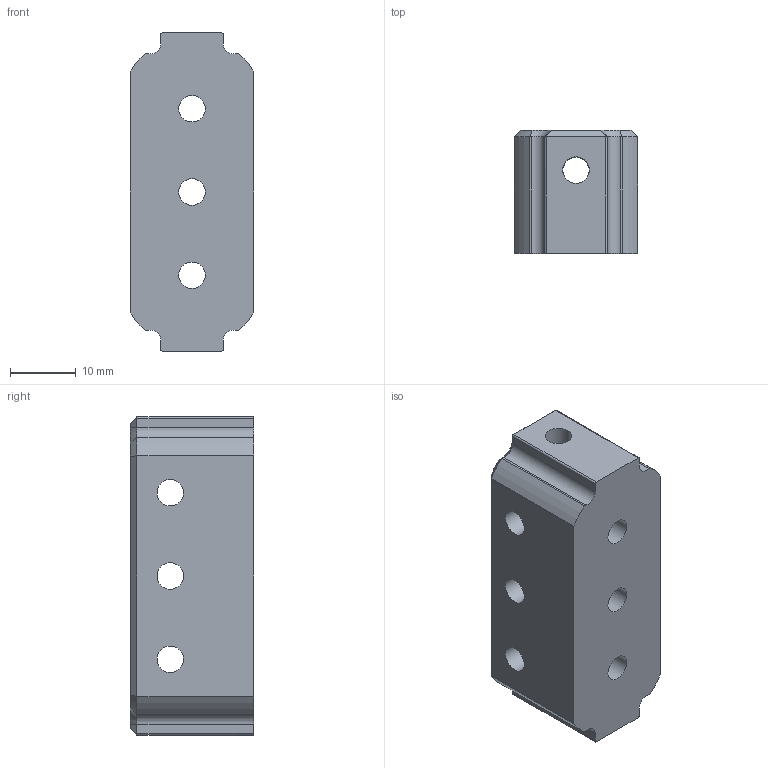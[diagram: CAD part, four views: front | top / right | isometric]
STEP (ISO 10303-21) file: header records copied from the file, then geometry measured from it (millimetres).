
FILE_DESCRIPTION(/* description */ ('STEP AP214'),/* implementation_level */ '2;1');
FILE_NAME(/* name */ '65c589a55f58383adc4ca72c',/* time_stamp */ '2024-02-09T02:10:45Z',/* author */ (''),/* organization */ (''),/* preprocessor_version */ 'ST-DEVELOPER v19.4',/* originating_system */ ' ',/* authorisation */ ' ');
FILE_SCHEMA (('AUTOMOTIVE_DESIGN {1 0 10303 214 3 1 1}'));
Length unit declared in the file: metre
Products named in the file (1): MAXTube Endcap - 2x1 (REV-21-2710)
Bounding box: 18.8 x 18.8 x 48.51 mm (x, y, z)
Volume: 10756.3 mm3; surface area: 5601.3 mm2
Topology: 1 solids, 1 shells, 62 faces, 179 edges, 120 vertices
Faces by surface type: cylinder 33, plane 21, cone 8
Full cylindrical faces by diameter (mm): 4.039 x11
Entity records: 2076 total; most frequent: CARTESIAN_POINT 411, DIRECTION 346, ORIENTED_EDGE 324, EDGE_CURVE 162, AXIS2_PLACEMENT_3D 139, VERTEX_POINT 114, EDGE_LOOP 96, FACE_BOUND 96
